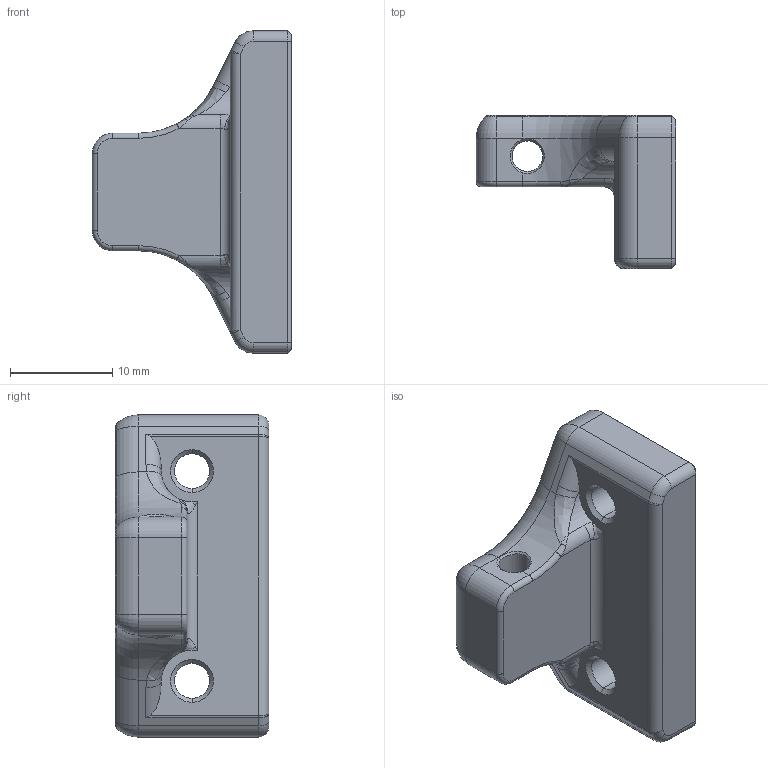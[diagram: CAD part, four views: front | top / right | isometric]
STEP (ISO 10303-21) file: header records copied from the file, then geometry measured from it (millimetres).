
FILE_DESCRIPTION (( 'STEP AP214' ), '1' );
FILE_NAME ('Left_Thermistor_Mount.STEP', '2022-09-07T14:58:24', ( '' ), ( '' ), 'SwSTEP 2.0', 'SolidWorks 2021', '' );
FILE_SCHEMA (( 'AUTOMOTIVE_DESIGN' ));
Length unit declared in the file: millimetre
Products named in the file (1): Left_Thermistor_Mount
Bounding box: 19.5 x 15 x 31.5 mm (x, y, z)
Volume: 3848.1 mm3; surface area: 2064.2 mm2
Topology: 1 solids, 1 shells, 131 faces, 312 edges, 178 vertices
Faces by surface type: plane 42, cylinder 36, cone 21, bspline 20, torus 12
Entity records: 5068 total; most frequent: CARTESIAN_POINT 2164, ORIENTED_EDGE 612, DIRECTION 581, EDGE_CURVE 306, AXIS2_PLACEMENT_3D 213, VERTEX_POINT 178, VECTOR 155, LINE 155
